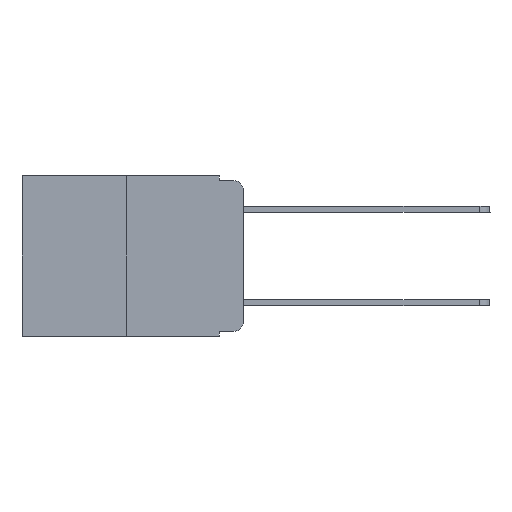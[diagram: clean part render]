
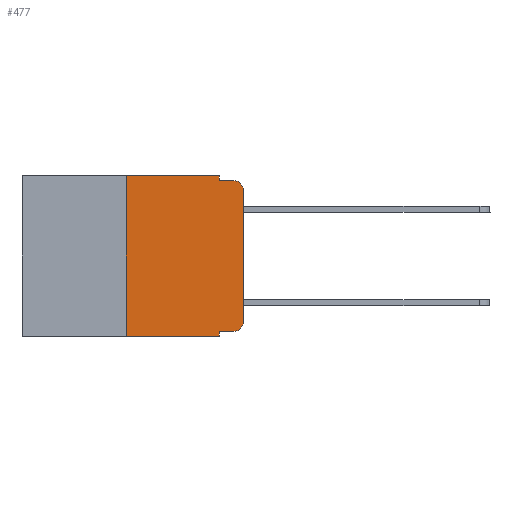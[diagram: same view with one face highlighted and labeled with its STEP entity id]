
A CAD part, left-side view. The second image highlights one B-rep face of the part: STEP entity #477.
In plain terms, the highlighted planar face has unit normal (-1, 0, 0).
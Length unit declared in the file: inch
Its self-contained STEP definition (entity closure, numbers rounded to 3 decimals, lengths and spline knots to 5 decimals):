
#349 = VECTOR ( 'NONE', #14098, 39.37008 ) ;
#477 = ADVANCED_FACE ( 'NONE', ( #713 ), #14569, .F. ) ;
#713 = FACE_OUTER_BOUND ( 'NONE', #6415, .T. ) ;
#944 = CARTESIAN_POINT ( 'NONE',  ( 0., 0.02, -0.333 ) ) ;
#1091 = VERTEX_POINT ( 'NONE', #8073 ) ;
#1186 = LINE ( 'NONE', #16774, #11896 ) ;
#1782 = DIRECTION ( 'NONE',  ( -1., 0., 0. ) ) ;
#2213 = EDGE_CURVE ( 'NONE', #16205, #9054, #9430, .T. ) ;
#2218 = VERTEX_POINT ( 'NONE', #11601 ) ;
#2406 = CIRCLE ( 'NONE', #16398, 0.02 ) ;
#3017 = CARTESIAN_POINT ( 'NONE',  ( 0., 0.051, -0.01 ) ) ;
#3087 = ORIENTED_EDGE ( 'NONE', *, *, #13476, .T. ) ;
#3236 = CIRCLE ( 'NONE', #6967, 0.02 ) ;
#3870 = CARTESIAN_POINT ( 'NONE',  ( 0., 0.02, -0.03 ) ) ;
#3938 = EDGE_CURVE ( 'NONE', #2218, #13719, #7668, .T. ) ;
#4525 = DIRECTION ( 'NONE',  ( 0., 0., 1. ) ) ;
#4611 = VERTEX_POINT ( 'NONE', #14508 ) ;
#4613 = ORIENTED_EDGE ( 'NONE', *, *, #2213, .T. ) ;
#4786 = VECTOR ( 'NONE', #14038, 39.37008 ) ;
#5050 = ORIENTED_EDGE ( 'NONE', *, *, #8078, .T. ) ;
#5476 = EDGE_CURVE ( 'NONE', #11607, #7001, #1186, .T. ) ;
#5489 = VECTOR ( 'NONE', #16791, 39.37008 ) ;
#5930 = LINE ( 'NONE', #3017, #5489 ) ;
#5965 = EDGE_CURVE ( 'NONE', #11607, #12923, #17747, .T. ) ;
#6415 = EDGE_LOOP ( 'NONE', ( #4613, #3087, #15894, #15779, #16054, #11268, #5050, #7019, #6701, #14087 ) ) ;
#6701 = ORIENTED_EDGE ( 'NONE', *, *, #5965, .T. ) ;
#6967 = AXIS2_PLACEMENT_3D ( 'NONE', #3870, #9418, #17649 ) ;
#7001 = VERTEX_POINT ( 'NONE', #9167 ) ;
#7019 = ORIENTED_EDGE ( 'NONE', *, *, #5476, .F. ) ;
#7151 = DIRECTION ( 'NONE',  ( 0., 0., -1. ) ) ;
#7668 = LINE ( 'NONE', #11292, #349 ) ;
#8073 = CARTESIAN_POINT ( 'NONE',  ( 0., 0.02, -0.01 ) ) ;
#8078 = EDGE_CURVE ( 'NONE', #4611, #7001, #14415, .T. ) ;
#8386 = VECTOR ( 'NONE', #13055, 39.37008 ) ;
#9054 = VERTEX_POINT ( 'NONE', #10244 ) ;
#9167 = CARTESIAN_POINT ( 'NONE',  ( 0., 0.051, -0.343 ) ) ;
#9418 = DIRECTION ( 'NONE',  ( -1., 0., 0. ) ) ;
#9426 = VECTOR ( 'NONE', #15428, 39.37008 ) ;
#9430 = LINE ( 'NONE', #15855, #8386 ) ;
#9779 = VECTOR ( 'NONE', #4525, 39.37008 ) ;
#9995 = CARTESIAN_POINT ( 'NONE',  ( 0., 0.02, -0.313 ) ) ;
#10066 = EDGE_CURVE ( 'NONE', #17768, #2218, #16076, .T. ) ;
#10244 = CARTESIAN_POINT ( 'NONE',  ( 0., 0., -0.03 ) ) ;
#10553 = EDGE_CURVE ( 'NONE', #13719, #1091, #5930, .T. ) ;
#10929 = AXIS2_PLACEMENT_3D ( 'NONE', #11765, #17580, #16135 ) ;
#11268 = ORIENTED_EDGE ( 'NONE', *, *, #16901, .F. ) ;
#11292 = CARTESIAN_POINT ( 'NONE',  ( 0., 0.051, 0. ) ) ;
#11601 = CARTESIAN_POINT ( 'NONE',  ( 0., 0.051, 0. ) ) ;
#11607 = VERTEX_POINT ( 'NONE', #17340 ) ;
#11765 = CARTESIAN_POINT ( 'NONE',  ( 0., 0.473, 0. ) ) ;
#11896 = VECTOR ( 'NONE', #14114, 39.37008 ) ;
#12025 = EDGE_CURVE ( 'NONE', #12923, #16205, #2406, .T. ) ;
#12508 = CARTESIAN_POINT ( 'NONE',  ( 0., 0.051, -0.333 ) ) ;
#12577 = LINE ( 'NONE', #15586, #9779 ) ;
#12923 = VERTEX_POINT ( 'NONE', #944 ) ;
#13055 = DIRECTION ( 'NONE',  ( 0., 0., 1. ) ) ;
#13476 = EDGE_CURVE ( 'NONE', #9054, #1091, #3236, .T. ) ;
#13719 = VERTEX_POINT ( 'NONE', #14198 ) ;
#14038 = DIRECTION ( 'NONE',  ( 0., -1., 0. ) ) ;
#14087 = ORIENTED_EDGE ( 'NONE', *, *, #12025, .T. ) ;
#14098 = DIRECTION ( 'NONE',  ( 0., 0., -1. ) ) ;
#14114 = DIRECTION ( 'NONE',  ( 0., 0., -1. ) ) ;
#14198 = CARTESIAN_POINT ( 'NONE',  ( 0., 0.051, -0.01 ) ) ;
#14331 = CARTESIAN_POINT ( 'NONE',  ( 0., 0., -0.313 ) ) ;
#14415 = LINE ( 'NONE', #16752, #9426 ) ;
#14508 = CARTESIAN_POINT ( 'NONE',  ( 0., 0.25, -0.343 ) ) ;
#14569 = PLANE ( 'NONE',  #10929 ) ;
#14582 = VECTOR ( 'NONE', #15617, 39.37008 ) ;
#15428 = DIRECTION ( 'NONE',  ( 0., -1., 0. ) ) ;
#15586 = CARTESIAN_POINT ( 'NONE',  ( 0., 0.25, 0. ) ) ;
#15617 = DIRECTION ( 'NONE',  ( 0., -1., 0. ) ) ;
#15779 = ORIENTED_EDGE ( 'NONE', *, *, #3938, .F. ) ;
#15848 = CARTESIAN_POINT ( 'NONE',  ( 0., 0.473, 0. ) ) ;
#15855 = CARTESIAN_POINT ( 'NONE',  ( 0., 0., 0. ) ) ;
#15894 = ORIENTED_EDGE ( 'NONE', *, *, #10553, .F. ) ;
#15971 = CARTESIAN_POINT ( 'NONE',  ( 0., 0.25, 0. ) ) ;
#16054 = ORIENTED_EDGE ( 'NONE', *, *, #10066, .F. ) ;
#16076 = LINE ( 'NONE', #15848, #14582 ) ;
#16135 = DIRECTION ( 'NONE',  ( 0., 0., -1. ) ) ;
#16205 = VERTEX_POINT ( 'NONE', #14331 ) ;
#16398 = AXIS2_PLACEMENT_3D ( 'NONE', #9995, #1782, #7151 ) ;
#16752 = CARTESIAN_POINT ( 'NONE',  ( 0., 0.473, -0.343 ) ) ;
#16774 = CARTESIAN_POINT ( 'NONE',  ( 0., 0.051, 0. ) ) ;
#16791 = DIRECTION ( 'NONE',  ( 0., -1., 0. ) ) ;
#16901 = EDGE_CURVE ( 'NONE', #4611, #17768, #12577, .T. ) ;
#17340 = CARTESIAN_POINT ( 'NONE',  ( 0., 0.051, -0.333 ) ) ;
#17580 = DIRECTION ( 'NONE',  ( 1., 0., 0. ) ) ;
#17649 = DIRECTION ( 'NONE',  ( 0., 0., -1. ) ) ;
#17747 = LINE ( 'NONE', #12508, #4786 ) ;
#17768 = VERTEX_POINT ( 'NONE', #15971 ) ;
